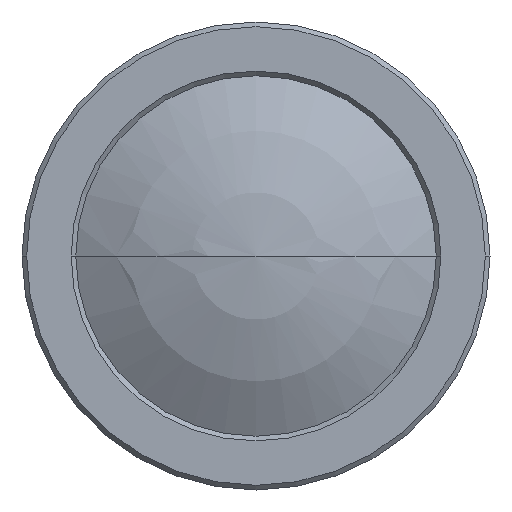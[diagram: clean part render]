
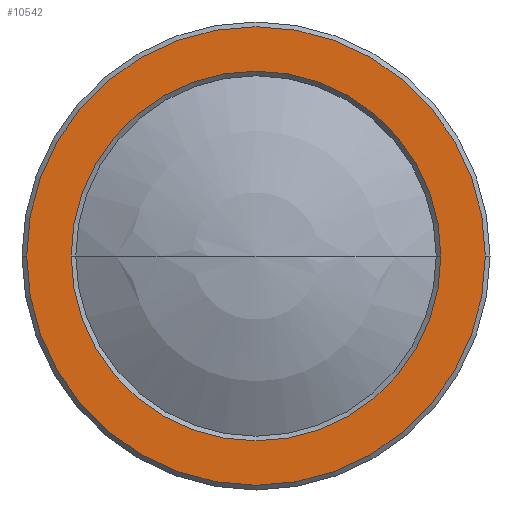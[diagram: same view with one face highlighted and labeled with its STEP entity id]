
A CAD part, front view. The second image highlights one B-rep face of the part: STEP entity #10542.
In plain terms, the highlighted planar face has unit normal (0, -1, 0).
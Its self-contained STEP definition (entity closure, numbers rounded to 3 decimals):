
#5314=CARTESIAN_POINT('',(0.,-47.922,0.));
#5315=DIRECTION('',(0.,1.,0.));
#5316=DIRECTION('',(1.,0.,0.));
#5317=AXIS2_PLACEMENT_3D('',#5314,#5315,#5316);
#5323=CARTESIAN_POINT('',(0.,-47.922,0.));
#5324=DIRECTION('',(0.,-1.,0.));
#5325=DIRECTION('',(1.,0.,0.));
#5326=AXIS2_PLACEMENT_3D('',#5323,#5324,#5325);
#5332=CARTESIAN_POINT('',(0.,-47.922,0.));
#5333=DIRECTION('',(0.,1.,0.));
#5334=DIRECTION('',(1.,0.,0.));
#5335=AXIS2_PLACEMENT_3D('',#5332,#5333,#5334);
#5337=CARTESIAN_POINT('',(0.,-47.922,0.));
#5338=DIRECTION('',(0.,-1.,0.));
#5339=DIRECTION('',(1.,0.,0.));
#5340=AXIS2_PLACEMENT_3D('',#5337,#5338,#5339);
#5587=CARTESIAN_POINT('',(7.9,-47.922,0.));
#5588=VERTEX_POINT('',#5587);
#5589=CARTESIAN_POINT('',(9.8,-47.922,0.));
#5591=VERTEX_POINT('',#5589);
#5633=CARTESIAN_POINT('',(-7.9,-47.922,0.));
#5634=VERTEX_POINT('',#5633);
#5635=CARTESIAN_POINT('',(-9.8,-47.922,0.));
#5637=VERTEX_POINT('',#5635);
#10527=CARTESIAN_POINT('',(0.,-47.922,0.));
#10528=DIRECTION('',(0.,1.,0.));
#10529=DIRECTION('',(1.,0.,0.));
#10530=AXIS2_PLACEMENT_3D('',#10527,#10528,#10529);
#10531=PLANE('',#10530);
#10532=ORIENTED_EDGE('',*,*,#10520,.F.);
#10533=ORIENTED_EDGE('',*,*,#10509,.T.);
#10534=EDGE_LOOP('',(#10532,#10533));
#10535=FACE_OUTER_BOUND('',#10534,.F.);
#10537=ORIENTED_EDGE('',*,*,#10536,.F.);
#10539=ORIENTED_EDGE('',*,*,#10538,.T.);
#10540=EDGE_LOOP('',(#10537,#10539));
#10541=FACE_BOUND('',#10540,.F.);
#5318=CIRCLE('',#5317,9.8);
#5327=CIRCLE('',#5326,9.8);
#5336=CIRCLE('',#5335,7.9);
#5341=CIRCLE('',#5340,7.9);
#10509=EDGE_CURVE('',#5591,#5637,#5318,.T.);
#10520=EDGE_CURVE('',#5591,#5637,#5327,.T.);
#10536=EDGE_CURVE('',#5588,#5634,#5336,.T.);
#10538=EDGE_CURVE('',#5588,#5634,#5341,.T.);
#10542=ADVANCED_FACE('',(#10535,#10541),#10531,.F.);
